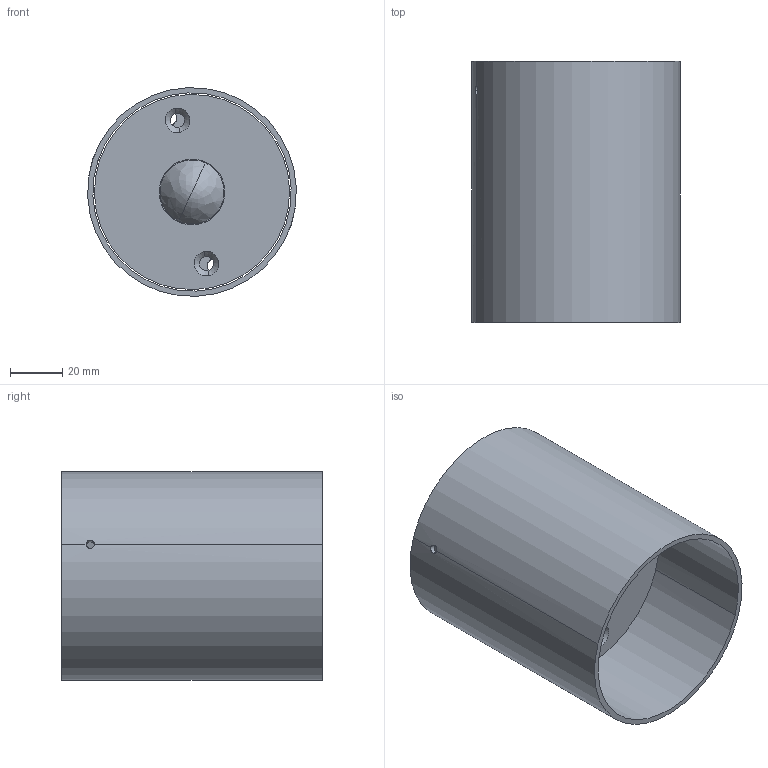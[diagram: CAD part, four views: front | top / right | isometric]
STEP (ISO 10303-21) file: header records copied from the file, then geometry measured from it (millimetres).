
FILE_DESCRIPTION (( 'STEP AP203' ), '1' );
FILE_NAME ('04409 GAIA plafoniera 100.STEP', '2022-09-22T12:06:10', ( '' ), ( '' ), 'SwSTEP 2.0', 'SolidWorks 2022', '' );
FILE_SCHEMA (( 'CONFIG_CONTROL_DESIGN' ));
Length unit declared in the file: millimetre
Products named in the file (7): SBAR207_x esportazioni; MSCT188_x LED; SSCT188 comp_x esportazioni; MBAR168 100; MDSK118 x lente; 04409 GAIA plafoniera 100; ELED198
Assembly tree (6 placements, depth 3):
  04409 GAIA plafoniera 100
    MDSK118 x lente
    ELED198
    SSCT188 comp_x esportazioni
      MSCT188_x LED
    SBAR207_x esportazioni
      MBAR168 100
Bounding box: 79.93 x 100 x 79.93 mm (x, y, z)
Volume: 67999.3 mm3; surface area: 73332.6 mm2
Topology: 4 solids, 4 shells, 60 faces, 158 edges, 99 vertices
Faces by surface type: cylinder 32, cone 10, plane 8, torus 8, bspline 2
Entity records: 2889 total; most frequent: CARTESIAN_POINT 602, DIRECTION 360, ORIENTED_EDGE 312, AXIS2_PLACEMENT_3D 157, EDGE_CURVE 156, VERTEX_POINT 99, CIRCLE 88, EDGE_LOOP 79
